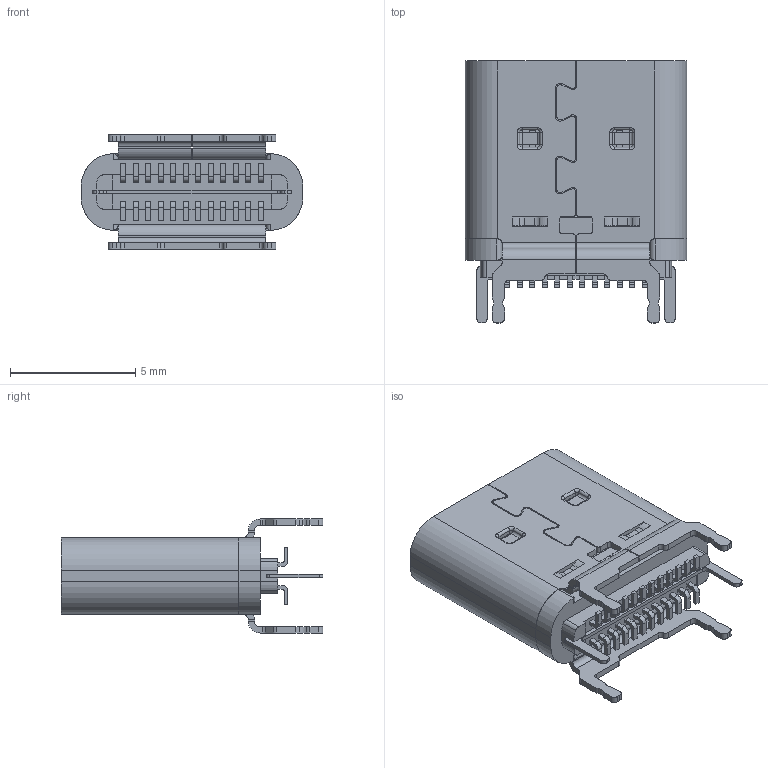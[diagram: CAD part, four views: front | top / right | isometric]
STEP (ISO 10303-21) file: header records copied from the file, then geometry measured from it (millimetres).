
FILE_DESCRIPTION (( 'STEP AP214' ), '1' );
FILE_NAME ('2047110001.STEP', '2021-03-14T01:35:29', ( '' ), ( '' ), 'SwSTEP 2.0', 'SolidWorks 2017', '' );
FILE_SCHEMA (( 'AUTOMOTIVE_DESIGN' ));
Length unit declared in the file: millimetre
Products named in the file (1): 2047110001
Bounding box: 8.84 x 10.45 x 4.55 mm (x, y, z)
Volume: 112.4 mm3; surface area: 611.6 mm2
Topology: 53 solids, 53 shells, 1108 faces, 2800 edges, 1780 vertices
Faces by surface type: plane 761, cylinder 311, torus 16, cone 16, bspline 4
Entity records: 33448 total; most frequent: CARTESIAN_POINT 5833, DIRECTION 5612, ORIENTED_EDGE 5592, EDGE_CURVE 2796, VECTOR 2126, LINE 2126, VERTEX_POINT 1780, AXIS2_PLACEMENT_3D 1743
